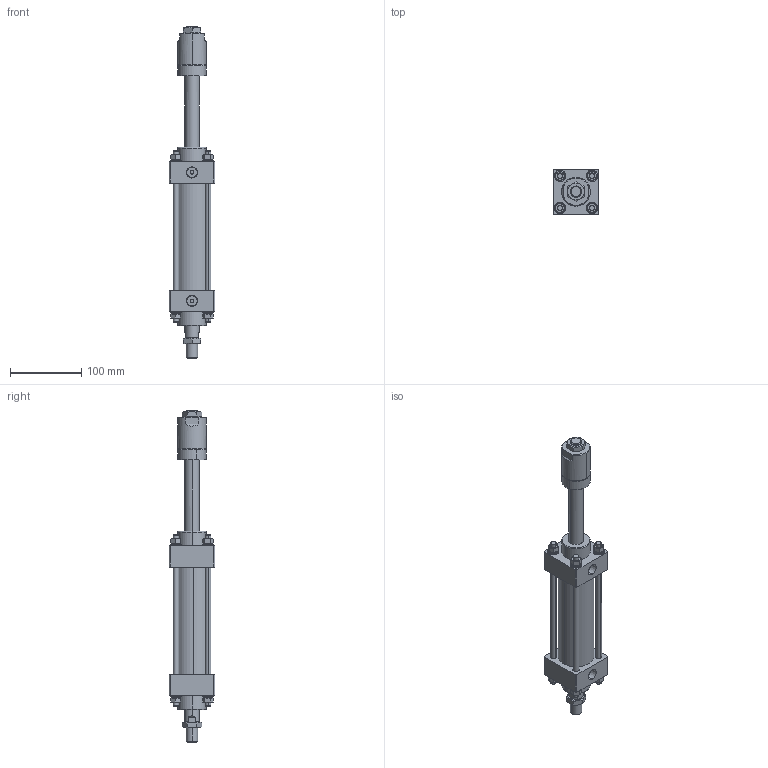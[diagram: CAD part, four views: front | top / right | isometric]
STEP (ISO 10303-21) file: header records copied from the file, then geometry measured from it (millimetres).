
FILE_DESCRIPTION (( 'STEP AP203' ), '1' );
FILE_NAME ('MOD-40-20-100-A30.STEP', '2021-04-28T02:21:00', ( '微软用户' ), ( '微软中国' ), 'SwSTEP 2.0', 'SolidWorks 2012', '' );
FILE_SCHEMA (( 'CONFIG_CONTROL_DESIGN' ));
Length unit declared in the file: millimetre
Products named in the file (11): MOD-40-20-100-A30; MOD-40-20-100-A30覃誹杶; MOD-40-20-100-A30遣喳杶; hex nuts, style 1-grades ab gb_GB_FASTENER_NUT_SNAB1 M8-N; single coil lock washers light type gb_GB_FASTENER_WASHER_SSWL 8; plain washers-n series-grade a gb_GB_FASTENER_WASHER_PWNA 8; MOD-40-20-100嶺裝; hex thin nuts grades ab gb_GB_FASTENER_NUT_STNABTT M16X1.5-N; MOD-40-20-100-A30活塞杆; MOB-40-20-100前盖; MOB-40-20-100詰芠
Assembly tree (36 placements, depth 2):
  MOD-40-20-100-A30
    MOB-40-20-100詰芠
    MOB-40-20-100前盖  x2
    MOD-40-20-100-A30活塞杆
    hex thin nuts grades ab gb_GB_FASTENER_NUT_STNABTT M16X1.5-N  x2
    MOD-40-20-100嶺裝  x4
    plain washers-n series-grade a gb_GB_FASTENER_WASHER_PWNA 8  x8
    single coil lock washers light type gb_GB_FASTENER_WASHER_SSWL 8  x8
    hex nuts, style 1-grades ab gb_GB_FASTENER_NUT_SNAB1 M8-N  x8
    MOD-40-20-100-A30遣喳杶
    MOD-40-20-100-A30覃誹杶
Bounding box: 64 x 64 x 465 mm (x, y, z)
Volume: 622209.3 mm3; surface area: 184457.8 mm2
Topology: 36 solids, 36 shells, 529 faces, 1170 edges, 731 vertices
Faces by surface type: cylinder 186, plane 186, cone 141, torus 16
Entity records: 7972 total; most frequent: CARTESIAN_POINT 1370, DIRECTION 1109, ORIENTED_EDGE 900, AXIS2_PLACEMENT_3D 468, EDGE_CURVE 450, VERTEX_POINT 279, EDGE_LOOP 241, CIRCLE 225
